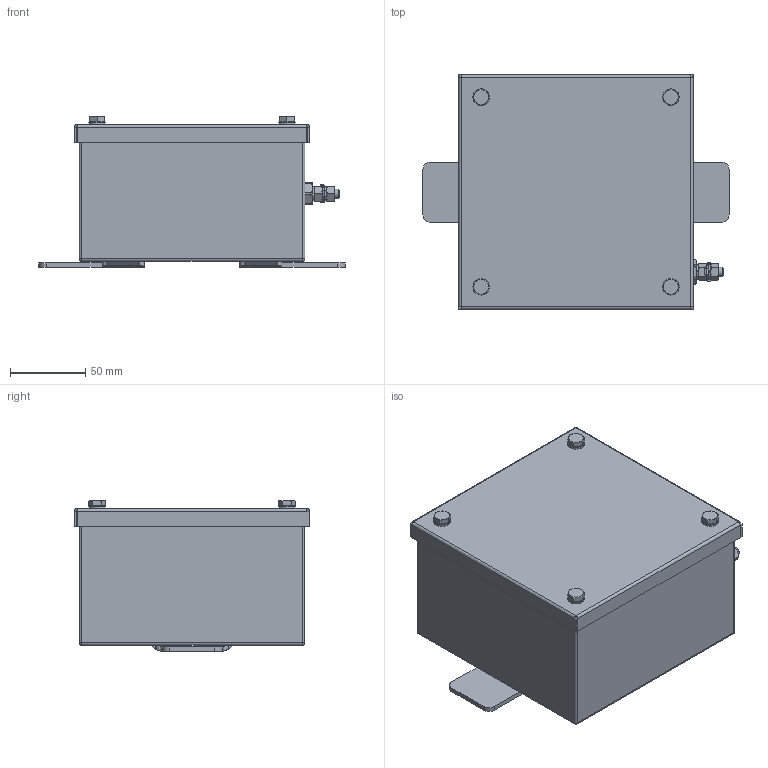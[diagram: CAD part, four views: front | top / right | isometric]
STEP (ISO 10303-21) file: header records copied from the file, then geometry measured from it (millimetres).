
FILE_DESCRIPTION(/* description */ (''),/* implementation_level */ '2;1');
FILE_NAME(/* name */ '920710_EJB2.stp',/* time_stamp */ '2023-08-18T10:30:54+05:00',/* author */ ('pradhakrishnan'),/* organization */ (''),/* preprocessor_version */ 'ST-DEVELOPER v18',/* originating_system */ 'Autodesk Inventor 2020',/* authorisation */ '');
FILE_SCHEMA (('AUTOMOTIVE_DESIGN { 1 0 10303 214 3 1 1 }'));
Length unit declared in the file: millimetre
Products named in the file (1): 920710_EJB2
Bounding box: 203.4 x 156 x 100.2 mm (x, y, z)
Volume: 2076564.8 mm3; surface area: 132245.2 mm2
Topology: 1 solids, 1 shells, 397 faces, 937 edges, 557 vertices
Faces by surface type: plane 253, cylinder 86, cone 49, sphere 8, torus 1
Full cylindrical faces by diameter (mm): 6 x3, 9.5 x1, 10 x4, 11 x4
Entity records: 11832 total; most frequent: CARTESIAN_POINT 2490, DIRECTION 1875, ORIENTED_EDGE 1874, EDGE_CURVE 937, AXIS2_PLACEMENT_3D 679, VERTEX_POINT 557, LINE 517, VECTOR 517
